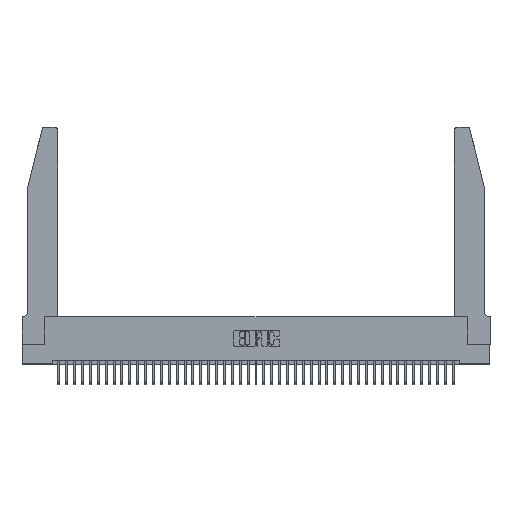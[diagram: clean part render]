
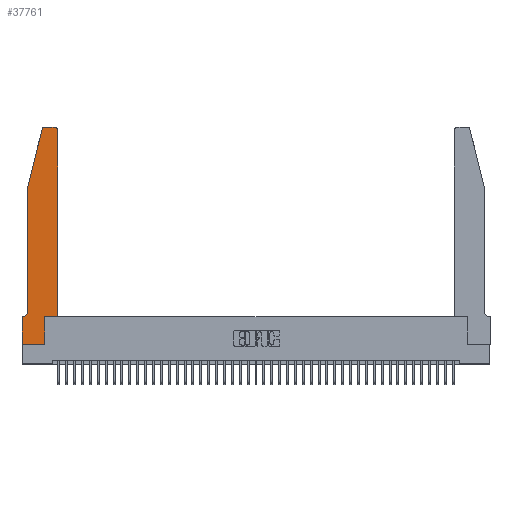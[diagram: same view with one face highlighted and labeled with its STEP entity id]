
A CAD part, top view. The second image highlights one B-rep face of the part: STEP entity #37761.
In plain terms, the highlighted planar face has unit normal (0, 0, 1).
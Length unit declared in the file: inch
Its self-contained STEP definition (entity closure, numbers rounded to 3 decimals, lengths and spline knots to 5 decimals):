
#9 = LINE ( 'NONE', #35519, #33513 ) ;
#1111 = VERTEX_POINT ( 'NONE', #9758 ) ;
#1624 = VERTEX_POINT ( 'NONE', #5729 ) ;
#2044 = DIRECTION ( 'NONE',  ( -1., 0., 0. ) ) ;
#2898 = DIRECTION ( 'NONE',  ( 1., 0., 0. ) ) ;
#3124 = PLANE ( 'NONE',  #30033 ) ;
#3138 = CARTESIAN_POINT ( 'NONE',  ( 0.4505, 0.35, 0.37 ) ) ;
#3454 = CARTESIAN_POINT ( 'NONE',  ( 0., 0., 0.37 ) ) ;
#4544 = DIRECTION ( 'NONE',  ( 0., -1., 0. ) ) ;
#4672 = AXIS2_PLACEMENT_3D ( 'NONE', #40871, #21468, #2044 ) ;
#5447 = CIRCLE ( 'NONE', #4672, 0.07 ) ;
#5613 = EDGE_CURVE ( 'NONE', #1624, #27610, #9530, .T. ) ;
#5729 = CARTESIAN_POINT ( 'NONE',  ( 0.2865, 0., 0.37 ) ) ;
#6037 = ORIENTED_EDGE ( 'NONE', *, *, #13231, .T. ) ;
#6817 = LINE ( 'NONE', #36409, #31665 ) ;
#6926 = EDGE_CURVE ( 'NONE', #12680, #28636, #5447, .T. ) ;
#7242 = CIRCLE ( 'NONE', #23354, 0.03 ) ;
#8296 = VERTEX_POINT ( 'NONE', #25665 ) ;
#8310 = EDGE_CURVE ( 'NONE', #28636, #12112, #15449, .T. ) ;
#8620 = DIRECTION ( 'NONE',  ( 0., 0., 1. ) ) ;
#9530 = LINE ( 'NONE', #14279, #34357 ) ;
#9758 = CARTESIAN_POINT ( 'NONE',  ( 0.4505, 0.35, 0.37 ) ) ;
#9811 = DIRECTION ( 'NONE',  ( 0., 0., 1. ) ) ;
#10419 = EDGE_CURVE ( 'NONE', #12112, #28684, #9, .T. ) ;
#12112 = VERTEX_POINT ( 'NONE', #37377 ) ;
#12483 = VERTEX_POINT ( 'NONE', #34581 ) ;
#12623 = EDGE_CURVE ( 'NONE', #28684, #1624, #33888, .T. ) ;
#12680 = VERTEX_POINT ( 'NONE', #22666 ) ;
#13120 = ORIENTED_EDGE ( 'NONE', *, *, #26379, .T. ) ;
#13149 = ORIENTED_EDGE ( 'NONE', *, *, #28423, .T. ) ;
#13231 = EDGE_CURVE ( 'NONE', #13405, #8296, #7242, .T. ) ;
#13405 = VERTEX_POINT ( 'NONE', #32812 ) ;
#13464 = ORIENTED_EDGE ( 'NONE', *, *, #6926, .T. ) ;
#14002 = CARTESIAN_POINT ( 'NONE',  ( 0.25487, 2.72718, 0.37 ) ) ;
#14279 = CARTESIAN_POINT ( 'NONE',  ( 0.2865, 0.35, 0.37 ) ) ;
#15001 = ORIENTED_EDGE ( 'NONE', *, *, #5613, .T. ) ;
#15222 = FACE_OUTER_BOUND ( 'NONE', #30679, .T. ) ;
#15449 = LINE ( 'NONE', #28913, #23065 ) ;
#15859 = ORIENTED_EDGE ( 'NONE', *, *, #12623, .T. ) ;
#16525 = LINE ( 'NONE', #3138, #41338 ) ;
#16817 = LINE ( 'NONE', #24000, #33057 ) ;
#17527 = DIRECTION ( 'NONE',  ( 0., 1., 0. ) ) ;
#17582 = EDGE_CURVE ( 'NONE', #1111, #13405, #16525, .T. ) ;
#19135 = DIRECTION ( 'NONE',  ( 1., 0., 0. ) ) ;
#19244 = DIRECTION ( 'NONE',  ( 1., 0., 0. ) ) ;
#19419 = CARTESIAN_POINT ( 'NONE',  ( 0., 0.35, 0.37 ) ) ;
#20866 = VERTEX_POINT ( 'NONE', #37164 ) ;
#21395 = VERTEX_POINT ( 'NONE', #14002 ) ;
#21468 = DIRECTION ( 'NONE',  ( 0., 0., -1. ) ) ;
#22326 = DIRECTION ( 'NONE',  ( 0., 0., 1. ) ) ;
#22666 = CARTESIAN_POINT ( 'NONE',  ( 0.0755, 0.42, 0.37 ) ) ;
#23065 = VECTOR ( 'NONE', #41916, 39.37008 ) ;
#23354 = AXIS2_PLACEMENT_3D ( 'NONE', #41718, #22326, #2898 ) ;
#24000 = CARTESIAN_POINT ( 'NONE',  ( 0.0755, 2., 0.37 ) ) ;
#25665 = CARTESIAN_POINT ( 'NONE',  ( 0.4205, 2.75, 0.37 ) ) ;
#25686 = CARTESIAN_POINT ( 'NONE',  ( 0.4505, 0.35, 0.37 ) ) ;
#25833 = DIRECTION ( 'NONE',  ( 0., 1., 0. ) ) ;
#26244 = CARTESIAN_POINT ( 'NONE',  ( 0.2865, 0.35, 0.37 ) ) ;
#26379 = EDGE_CURVE ( 'NONE', #8296, #12483, #6817, .T. ) ;
#27258 = DIRECTION ( 'NONE',  ( -0.239, -0.971, 0. ) ) ;
#27610 = VERTEX_POINT ( 'NONE', #26244 ) ;
#28023 = CARTESIAN_POINT ( 'NONE',  ( 0.284, 2.72, 0.37 ) ) ;
#28423 = EDGE_CURVE ( 'NONE', #12483, #21395, #32000, .T. ) ;
#28636 = VERTEX_POINT ( 'NONE', #29003 ) ;
#28684 = VERTEX_POINT ( 'NONE', #3454 ) ;
#28913 = CARTESIAN_POINT ( 'NONE',  ( 0.0755, 0.35, 0.37 ) ) ;
#29003 = CARTESIAN_POINT ( 'NONE',  ( 0.0055, 0.35, 0.37 ) ) ;
#29527 = ORIENTED_EDGE ( 'NONE', *, *, #8310, .T. ) ;
#30033 = AXIS2_PLACEMENT_3D ( 'NONE', #19419, #9811, #32481 ) ;
#30103 = AXIS2_PLACEMENT_3D ( 'NONE', #28023, #8620, #31276 ) ;
#30193 = VECTOR ( 'NONE', #4544, 39.37008 ) ;
#30509 = CARTESIAN_POINT ( 'NONE',  ( 0.0755, 2., 0.37 ) ) ;
#30679 = EDGE_LOOP ( 'NONE', ( #13120, #13149, #36830, #37284, #13464, #29527, #31091, #15859, #15001, #40187, #39089, #6037 ) ) ;
#31091 = ORIENTED_EDGE ( 'NONE', *, *, #10419, .T. ) ;
#31218 = LINE ( 'NONE', #30509, #30193 ) ;
#31276 = DIRECTION ( 'NONE',  ( 1., 0., 0. ) ) ;
#31449 = EDGE_CURVE ( 'NONE', #21395, #20866, #16817, .T. ) ;
#31665 = VECTOR ( 'NONE', #39642, 39.37008 ) ;
#31692 = EDGE_CURVE ( 'NONE', #27610, #1111, #34552, .T. ) ;
#32000 = CIRCLE ( 'NONE', #30103, 0.03 ) ;
#32481 = DIRECTION ( 'NONE',  ( 1., 0., 0. ) ) ;
#32812 = CARTESIAN_POINT ( 'NONE',  ( 0.4505, 2.72, 0.37 ) ) ;
#33057 = VECTOR ( 'NONE', #27258, 39.37008 ) ;
#33513 = VECTOR ( 'NONE', #38765, 39.37008 ) ;
#33533 = VECTOR ( 'NONE', #19135, 39.37008 ) ;
#33888 = LINE ( 'NONE', #35437, #41459 ) ;
#34357 = VECTOR ( 'NONE', #17527, 39.37008 ) ;
#34552 = LINE ( 'NONE', #25686, #33533 ) ;
#34581 = CARTESIAN_POINT ( 'NONE',  ( 0.284, 2.75, 0.37 ) ) ;
#35437 = CARTESIAN_POINT ( 'NONE',  ( 0., 0., 0.37 ) ) ;
#35519 = CARTESIAN_POINT ( 'NONE',  ( 0., 0., 0.37 ) ) ;
#36409 = CARTESIAN_POINT ( 'NONE',  ( 0.2605, 2.75, 0.37 ) ) ;
#36830 = ORIENTED_EDGE ( 'NONE', *, *, #31449, .T. ) ;
#37164 = CARTESIAN_POINT ( 'NONE',  ( 0.0755, 2., 0.37 ) ) ;
#37284 = ORIENTED_EDGE ( 'NONE', *, *, #41131, .T. ) ;
#37377 = CARTESIAN_POINT ( 'NONE',  ( 0., 0.35, 0.37 ) ) ;
#37761 = ADVANCED_FACE ( 'NONE', ( #15222 ), #3124, .T. ) ;
#38765 = DIRECTION ( 'NONE',  ( 0., -1., 0. ) ) ;
#39089 = ORIENTED_EDGE ( 'NONE', *, *, #17582, .T. ) ;
#39642 = DIRECTION ( 'NONE',  ( -1., 0., 0. ) ) ;
#40187 = ORIENTED_EDGE ( 'NONE', *, *, #31692, .T. ) ;
#40871 = CARTESIAN_POINT ( 'NONE',  ( 0.0055, 0.42, 0.37 ) ) ;
#41131 = EDGE_CURVE ( 'NONE', #20866, #12680, #31218, .T. ) ;
#41338 = VECTOR ( 'NONE', #25833, 39.37008 ) ;
#41459 = VECTOR ( 'NONE', #19244, 39.37008 ) ;
#41718 = CARTESIAN_POINT ( 'NONE',  ( 0.4205, 2.72, 0.37 ) ) ;
#41916 = DIRECTION ( 'NONE',  ( -1., 0., 0. ) ) ;
